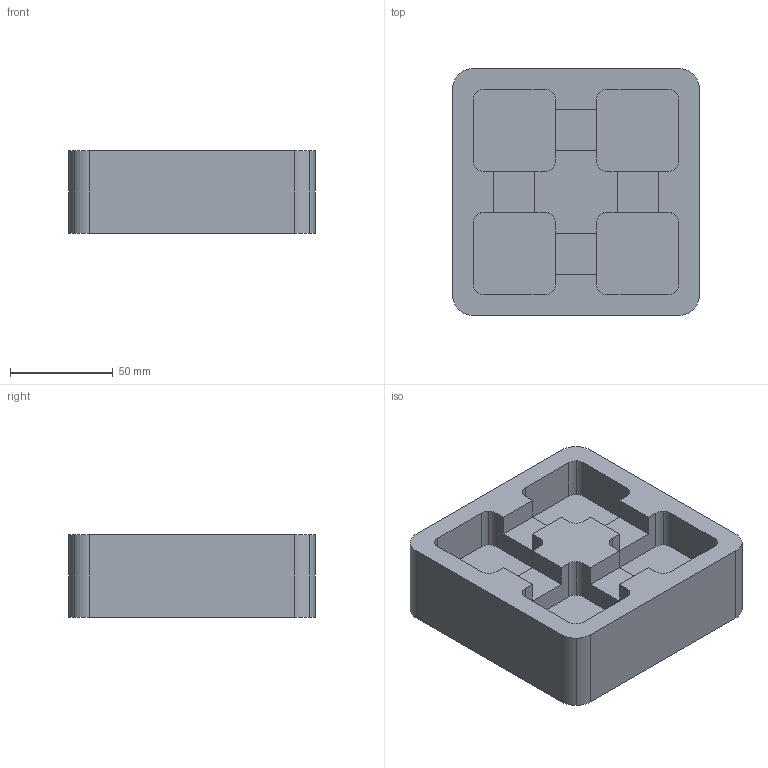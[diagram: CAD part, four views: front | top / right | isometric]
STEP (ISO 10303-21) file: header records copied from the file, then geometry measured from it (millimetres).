
FILE_DESCRIPTION(('produced by SPATIAL CORP'),'2;1');
FILE_NAME('ex43.hh.sat.stp', '2002-04-19T11:06:11+00:00',('SPATIAL CORP'),('SPATIAL CORP'), 'ACIS STEP Husk','http://www.spatial.com','SPATIAL CORP');
FILE_SCHEMA(('CONFIG_CONTROL_DESIGN'));
Length unit declared in the file: millimetre
Products named in the file (1): PRODUCT_ID_1
Bounding box: 120 x 120 x 40 mm (x, y, z)
Volume: 430283.2 mm3; surface area: 59254.9 mm2
Topology: 1 solids, 1 shells, 79 faces, 228 edges, 152 vertices
Faces by surface type: cylinder 40, plane 39
Entity records: 2370 total; most frequent: ORIENTED_EDGE 456, CARTESIAN_POINT 390, DIRECTION 336, EDGE_CURVE 228, VERTEX_POINT 152, VECTOR 140, LINE 140, AXIS2_PLACEMENT_3D 98
